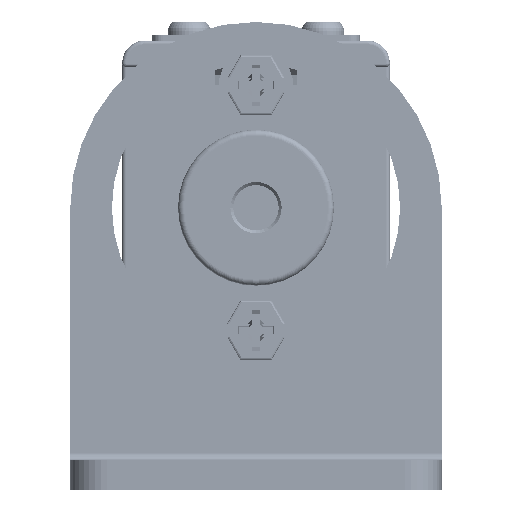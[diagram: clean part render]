
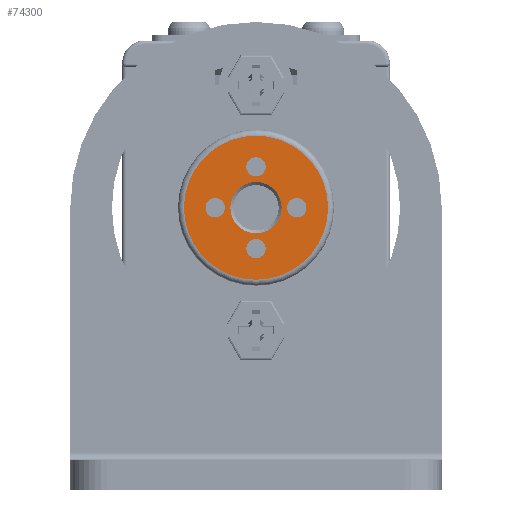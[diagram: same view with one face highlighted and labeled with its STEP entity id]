
A CAD part, front view. The second image highlights one B-rep face of the part: STEP entity #74300.
In plain terms, the highlighted face is planar.
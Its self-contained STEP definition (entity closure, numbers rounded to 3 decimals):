
#72859=CARTESIAN_POINT('',(0.,0.,0.));
#72860=DIRECTION('',(0.,1.,0.));
#72861=DIRECTION('',(1.,0.,0.));
#72862=AXIS2_PLACEMENT_3D('',#72859,#72860,#72861);
#72864=CARTESIAN_POINT('',(0.,0.,0.));
#72865=DIRECTION('',(0.,1.,0.));
#72866=DIRECTION('',(-1.,0.,0.));
#72867=AXIS2_PLACEMENT_3D('',#72864,#72865,#72866);
#72869=CARTESIAN_POINT('',(0.,0.,0.));
#72870=DIRECTION('',(0.,-1.,0.));
#72871=DIRECTION('',(1.,0.,0.));
#72872=AXIS2_PLACEMENT_3D('',#72869,#72870,#72871);
#72874=CARTESIAN_POINT('',(0.,0.,0.));
#72875=DIRECTION('',(0.,-1.,0.));
#72876=DIRECTION('',(-1.,0.,0.));
#72877=AXIS2_PLACEMENT_3D('',#72874,#72875,#72876);
#72879=CARTESIAN_POINT('',(0.,0.,-5.5));
#72880=DIRECTION('',(0.,1.,0.));
#72881=DIRECTION('',(1.,0.,0.));
#72882=AXIS2_PLACEMENT_3D('',#72879,#72880,#72881);
#72884=CARTESIAN_POINT('',(0.,0.,-5.5));
#72885=DIRECTION('',(0.,1.,0.));
#72886=DIRECTION('',(-1.,0.,0.));
#72887=AXIS2_PLACEMENT_3D('',#72884,#72885,#72886);
#72889=CARTESIAN_POINT('',(5.5,0.,0.));
#72890=DIRECTION('',(0.,1.,0.));
#72891=DIRECTION('',(1.,0.,0.));
#72892=AXIS2_PLACEMENT_3D('',#72889,#72890,#72891);
#72894=CARTESIAN_POINT('',(5.5,0.,0.));
#72895=DIRECTION('',(0.,1.,0.));
#72896=DIRECTION('',(-1.,0.,0.));
#72897=AXIS2_PLACEMENT_3D('',#72894,#72895,#72896);
#72899=CARTESIAN_POINT('',(0.,0.,5.5));
#72900=DIRECTION('',(0.,1.,0.));
#72901=DIRECTION('',(1.,0.,0.));
#72902=AXIS2_PLACEMENT_3D('',#72899,#72900,#72901);
#72904=CARTESIAN_POINT('',(0.,0.,5.5));
#72905=DIRECTION('',(0.,1.,0.));
#72906=DIRECTION('',(-1.,0.,0.));
#72907=AXIS2_PLACEMENT_3D('',#72904,#72905,#72906);
#72909=CARTESIAN_POINT('',(-5.5,0.,0.));
#72910=DIRECTION('',(0.,1.,0.));
#72911=DIRECTION('',(1.,0.,0.));
#72912=AXIS2_PLACEMENT_3D('',#72909,#72910,#72911);
#72914=CARTESIAN_POINT('',(-5.5,0.,0.));
#72915=DIRECTION('',(0.,1.,0.));
#72916=DIRECTION('',(-1.,0.,0.));
#72917=AXIS2_PLACEMENT_3D('',#72914,#72915,#72916);
#73986=CARTESIAN_POINT('',(9.7,0.,0.));
#73987=CARTESIAN_POINT('',(-9.7,0.,0.));
#73988=VERTEX_POINT('',#73986);
#73989=VERTEX_POINT('',#73987);
#74014=CARTESIAN_POINT('',(3.45,0.,0.));
#74015=CARTESIAN_POINT('',(-3.45,0.,0.));
#74016=VERTEX_POINT('',#74014);
#74017=VERTEX_POINT('',#74015);
#74038=CARTESIAN_POINT('',(1.3,0.,-5.5));
#74039=CARTESIAN_POINT('',(-1.3,0.,-5.5));
#74040=VERTEX_POINT('',#74038);
#74041=VERTEX_POINT('',#74039);
#74042=CARTESIAN_POINT('',(6.8,0.,0.));
#74043=CARTESIAN_POINT('',(4.2,0.,0.));
#74044=VERTEX_POINT('',#74042);
#74045=VERTEX_POINT('',#74043);
#74046=CARTESIAN_POINT('',(1.3,0.,5.5));
#74047=CARTESIAN_POINT('',(-1.3,0.,5.5));
#74048=VERTEX_POINT('',#74046);
#74049=VERTEX_POINT('',#74047);
#74050=CARTESIAN_POINT('',(-4.2,0.,0.));
#74051=CARTESIAN_POINT('',(-6.8,0.,0.));
#74052=VERTEX_POINT('',#74050);
#74053=VERTEX_POINT('',#74051);
#74260=CARTESIAN_POINT('',(0.,0.,0.));
#74261=DIRECTION('',(0.,1.,0.));
#74262=DIRECTION('',(1.,0.,0.));
#74263=AXIS2_PLACEMENT_3D('',#74260,#74261,#74262);
#74264=PLANE('',#74263);
#74266=ORIENTED_EDGE('',*,*,#74265,.F.);
#74268=ORIENTED_EDGE('',*,*,#74267,.F.);
#74269=EDGE_LOOP('',(#74266,#74268));
#74270=FACE_OUTER_BOUND('',#74269,.F.);
#74272=ORIENTED_EDGE('',*,*,#74271,.F.);
#74273=ORIENTED_EDGE('',*,*,#74250,.F.);
#74274=EDGE_LOOP('',(#74272,#74273));
#74275=FACE_BOUND('',#74274,.F.);
#74277=ORIENTED_EDGE('',*,*,#74276,.T.);
#74279=ORIENTED_EDGE('',*,*,#74278,.T.);
#74280=EDGE_LOOP('',(#74277,#74279));
#74281=FACE_BOUND('',#74280,.F.);
#74283=ORIENTED_EDGE('',*,*,#74282,.T.);
#74285=ORIENTED_EDGE('',*,*,#74284,.T.);
#74286=EDGE_LOOP('',(#74283,#74285));
#74287=FACE_BOUND('',#74286,.F.);
#74289=ORIENTED_EDGE('',*,*,#74288,.T.);
#74291=ORIENTED_EDGE('',*,*,#74290,.T.);
#74292=EDGE_LOOP('',(#74289,#74291));
#74293=FACE_BOUND('',#74292,.F.);
#74295=ORIENTED_EDGE('',*,*,#74294,.T.);
#74297=ORIENTED_EDGE('',*,*,#74296,.T.);
#74298=EDGE_LOOP('',(#74295,#74297));
#74299=FACE_BOUND('',#74298,.F.);
#74300=ADVANCED_FACE('',(#74270,#74275,#74281,#74287,#74293,#74299),#74264,.T.);
#72863=CIRCLE('',#72862,9.7);
#72868=CIRCLE('',#72867,9.7);
#72873=CIRCLE('',#72872,3.45);
#72878=CIRCLE('',#72877,3.45);
#72883=CIRCLE('',#72882,1.3);
#72888=CIRCLE('',#72887,1.3);
#72893=CIRCLE('',#72892,1.3);
#72898=CIRCLE('',#72897,1.3);
#72903=CIRCLE('',#72902,1.3);
#72908=CIRCLE('',#72907,1.3);
#72913=CIRCLE('',#72912,1.3);
#72918=CIRCLE('',#72917,1.3);
#74250=EDGE_CURVE('',#74017,#74016,#72878,.T.);
#74265=EDGE_CURVE('',#73988,#73989,#72863,.T.);
#74267=EDGE_CURVE('',#73989,#73988,#72868,.T.);
#74271=EDGE_CURVE('',#74016,#74017,#72873,.T.);
#74276=EDGE_CURVE('',#74040,#74041,#72883,.T.);
#74278=EDGE_CURVE('',#74041,#74040,#72888,.T.);
#74282=EDGE_CURVE('',#74044,#74045,#72893,.T.);
#74284=EDGE_CURVE('',#74045,#74044,#72898,.T.);
#74288=EDGE_CURVE('',#74048,#74049,#72903,.T.);
#74290=EDGE_CURVE('',#74049,#74048,#72908,.T.);
#74294=EDGE_CURVE('',#74052,#74053,#72913,.T.);
#74296=EDGE_CURVE('',#74053,#74052,#72918,.T.);
